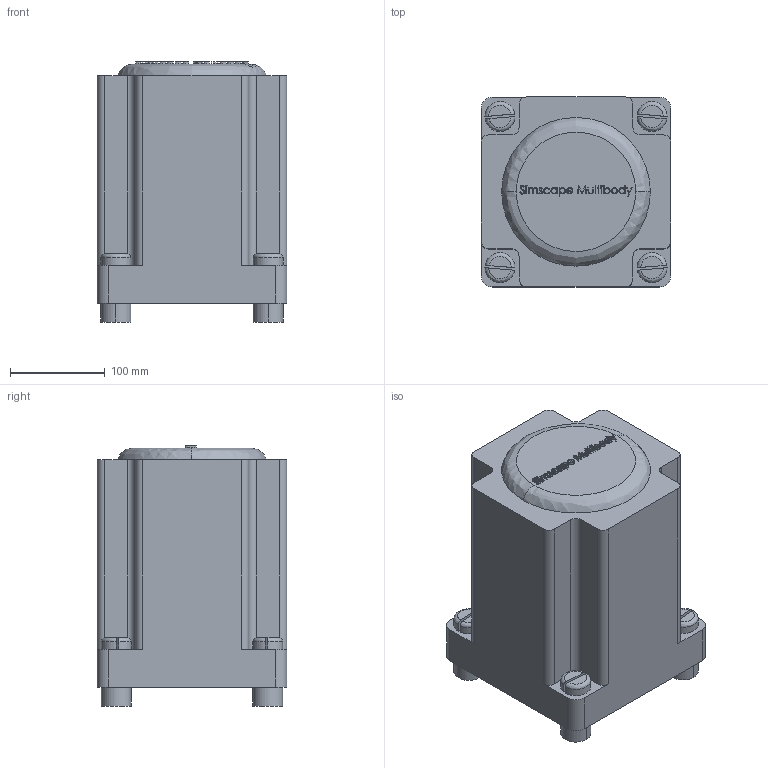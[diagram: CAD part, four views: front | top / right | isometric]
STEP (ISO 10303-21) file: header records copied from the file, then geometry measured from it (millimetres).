
FILE_DESCRIPTION (( 'STEP AP214' ), '1' );
FILE_NAME ('Step_motor.STEP', '2020-10-21T20:16:51', ( '' ), ( '' ), 'SwSTEP 2.0', 'SolidWorks 2017', '' );
FILE_SCHEMA (( 'AUTOMOTIVE_DESIGN' ));
Length unit declared in the file: millimetre
Products named in the file (1): Step_motor
Bounding box: 200 x 200 x 274.5 mm (x, y, z)
Volume: 8608711.2 mm3; surface area: 281646.2 mm2
Topology: 1 solids, 1 shells, 316 faces, 828 edges, 552 vertices
Faces by surface type: plane 155, bspline 125, cylinder 36
Entity records: 15539 total; most frequent: CARTESIAN_POINT 8519, ORIENTED_EDGE 1656, DIRECTION 1032, EDGE_CURVE 828, VERTEX_POINT 552, LINE 496, VECTOR 496, EDGE_LOOP 354
